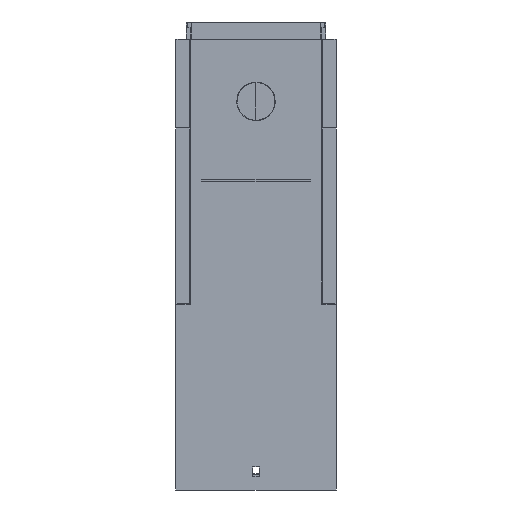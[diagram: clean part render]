
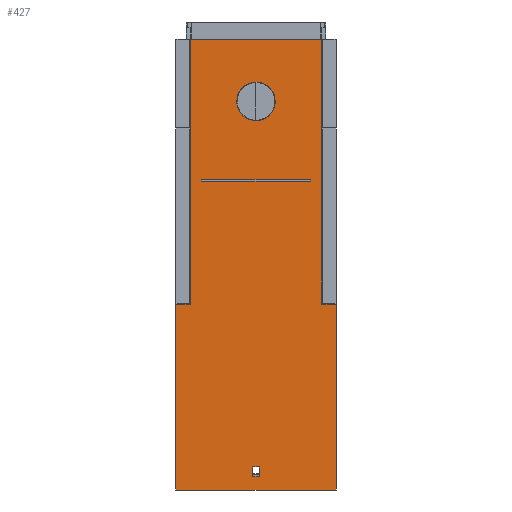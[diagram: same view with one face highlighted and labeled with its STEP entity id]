
A CAD part, front view. The second image highlights one B-rep face of the part: STEP entity #427.
In plain terms, the highlighted face is planar.
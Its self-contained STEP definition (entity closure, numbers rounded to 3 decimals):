
#237=AXIS2_PLACEMENT_3D('Plane Axis2P3D',#234,#235,#236) ;
#322=AXIS2_PLACEMENT_3D('Circle Axis2P3D',#320,#321,$) ;
#336=AXIS2_PLACEMENT_3D('Circle Axis2P3D',#334,#335,$) ;
#343=AXIS2_PLACEMENT_3D('Circle Axis2P3D',#341,#342,$) ;
#357=AXIS2_PLACEMENT_3D('Circle Axis2P3D',#355,#356,$) ;
#371=AXIS2_PLACEMENT_3D('Circle Axis2P3D',#369,#370,$) ;
#378=AXIS2_PLACEMENT_3D('Circle Axis2P3D',#376,#377,$) ;
#71=CARTESIAN_POINT('Vertex',(0.5,105.,600.)) ;
#76=CARTESIAN_POINT('Line Origine',(0.5,105.,598.5)) ;
#80=CARTESIAN_POINT('Vertex',(0.5,105.,597.)) ;
#119=CARTESIAN_POINT('Vertex',(0.5,-105.,600.)) ;
#124=CARTESIAN_POINT('Line Origine',(0.5,0.,600.)) ;
#153=CARTESIAN_POINT('Line Origine',(0.5,0.,597.)) ;
#157=CARTESIAN_POINT('Vertex',(0.5,-105.,597.)) ;
#215=CARTESIAN_POINT('Line Origine',(0.5,-105.,598.5)) ;
#234=CARTESIAN_POINT('Axis2P3D Location',(0.5,155.,359.6)) ;
#239=CARTESIAN_POINT('Line Origine',(0.5,155.,179.8)) ;
#243=CARTESIAN_POINT('Vertex',(0.5,155.,0.)) ;
#245=CARTESIAN_POINT('Vertex',(0.5,155.,359.6)) ;
#248=CARTESIAN_POINT('Line Origine',(0.5,0.,0.)) ;
#252=CARTESIAN_POINT('Vertex',(0.5,-155.,0.)) ;
#255=CARTESIAN_POINT('Line Origine',(0.5,-155.,179.8)) ;
#259=CARTESIAN_POINT('Vertex',(0.5,-155.,359.6)) ;
#262=CARTESIAN_POINT('Line Origine',(0.5,-141.25,359.6)) ;
#266=CARTESIAN_POINT('Vertex',(0.5,-127.5,359.6)) ;
#269=CARTESIAN_POINT('Line Origine',(0.5,-127.5,615.6)) ;
#273=CARTESIAN_POINT('Vertex',(0.5,-127.5,871.6)) ;
#276=CARTESIAN_POINT('Line Origine',(0.5,0.,871.6)) ;
#280=CARTESIAN_POINT('Vertex',(0.5,127.5,871.6)) ;
#283=CARTESIAN_POINT('Line Origine',(0.5,127.5,615.6)) ;
#287=CARTESIAN_POINT('Vertex',(0.5,127.5,359.6)) ;
#290=CARTESIAN_POINT('Line Origine',(0.5,141.25,359.6)) ;
#311=CARTESIAN_POINT('Line Origine',(0.5,29.995,746.1)) ;
#315=CARTESIAN_POINT('Vertex',(0.5,33.045,746.1)) ;
#317=CARTESIAN_POINT('Vertex',(0.5,26.944,746.1)) ;
#320=CARTESIAN_POINT('Axis2P3D Location',(0.5,0.,751.6)) ;
#324=CARTESIAN_POINT('Vertex',(0.5,33.045,757.1)) ;
#327=CARTESIAN_POINT('Line Origine',(0.5,29.995,757.1)) ;
#331=CARTESIAN_POINT('Vertex',(0.5,26.944,757.1)) ;
#334=CARTESIAN_POINT('Axis2P3D Location',(0.5,0.,751.6)) ;
#338=CARTESIAN_POINT('Vertex',(0.5,0.,779.1)) ;
#341=CARTESIAN_POINT('Axis2P3D Location',(0.5,0.,751.6)) ;
#345=CARTESIAN_POINT('Vertex',(0.5,-26.944,757.1)) ;
#348=CARTESIAN_POINT('Line Origine',(0.5,-29.995,757.1)) ;
#352=CARTESIAN_POINT('Vertex',(0.5,-33.045,757.1)) ;
#355=CARTESIAN_POINT('Axis2P3D Location',(0.5,0.,751.6)) ;
#359=CARTESIAN_POINT('Vertex',(0.5,-33.045,746.1)) ;
#362=CARTESIAN_POINT('Line Origine',(0.5,-29.995,746.1)) ;
#366=CARTESIAN_POINT('Vertex',(0.5,-26.944,746.1)) ;
#369=CARTESIAN_POINT('Axis2P3D Location',(0.5,0.,751.6)) ;
#373=CARTESIAN_POINT('Vertex',(0.5,0.,724.1)) ;
#376=CARTESIAN_POINT('Axis2P3D Location',(0.5,0.,751.6)) ;
#393=CARTESIAN_POINT('Line Origine',(0.5,6.,35.5)) ;
#397=CARTESIAN_POINT('Vertex',(0.5,6.,26.5)) ;
#399=CARTESIAN_POINT('Vertex',(0.5,6.,44.5)) ;
#402=CARTESIAN_POINT('Line Origine',(0.5,0.,44.5)) ;
#406=CARTESIAN_POINT('Vertex',(0.5,-6.,44.5)) ;
#409=CARTESIAN_POINT('Line Origine',(0.5,-6.,35.5)) ;
#413=CARTESIAN_POINT('Vertex',(0.5,-6.,26.5)) ;
#416=CARTESIAN_POINT('Line Origine',(0.5,0.,26.5)) ;
#77=DIRECTION('Vector Direction',(0.,0.,-1.)) ;
#125=DIRECTION('Vector Direction',(0.,-1.,0.)) ;
#154=DIRECTION('Vector Direction',(0.,1.,0.)) ;
#216=DIRECTION('Vector Direction',(0.,0.,1.)) ;
#235=DIRECTION('Axis2P3D Direction',(-1.,0.,0.)) ;
#236=DIRECTION('Axis2P3D XDirection',(0.,1.,0.)) ;
#240=DIRECTION('Vector Direction',(0.,0.,1.)) ;
#249=DIRECTION('Vector Direction',(0.,-1.,0.)) ;
#256=DIRECTION('Vector Direction',(0.,0.,1.)) ;
#263=DIRECTION('Vector Direction',(0.,-1.,0.)) ;
#270=DIRECTION('Vector Direction',(0.,0.,1.)) ;
#277=DIRECTION('Vector Direction',(0.,-1.,0.)) ;
#284=DIRECTION('Vector Direction',(0.,0.,1.)) ;
#291=DIRECTION('Vector Direction',(0.,-1.,0.)) ;
#312=DIRECTION('Vector Direction',(0.,-1.,0.)) ;
#321=DIRECTION('Axis2P3D Direction',(-1.,0.,0.)) ;
#328=DIRECTION('Vector Direction',(0.,-1.,0.)) ;
#335=DIRECTION('Axis2P3D Direction',(-1.,0.,0.)) ;
#342=DIRECTION('Axis2P3D Direction',(-1.,0.,0.)) ;
#349=DIRECTION('Vector Direction',(0.,-1.,0.)) ;
#356=DIRECTION('Axis2P3D Direction',(-1.,0.,0.)) ;
#363=DIRECTION('Vector Direction',(0.,-1.,0.)) ;
#370=DIRECTION('Axis2P3D Direction',(-1.,0.,0.)) ;
#377=DIRECTION('Axis2P3D Direction',(-1.,0.,0.)) ;
#394=DIRECTION('Vector Direction',(0.,0.,1.)) ;
#403=DIRECTION('Vector Direction',(0.,1.,0.)) ;
#410=DIRECTION('Vector Direction',(0.,0.,1.)) ;
#417=DIRECTION('Vector Direction',(0.,1.,0.)) ;
#78=VECTOR('Line Direction',#77,1.) ;
#126=VECTOR('Line Direction',#125,1.) ;
#155=VECTOR('Line Direction',#154,1.) ;
#217=VECTOR('Line Direction',#216,1.) ;
#241=VECTOR('Line Direction',#240,1.) ;
#250=VECTOR('Line Direction',#249,1.) ;
#257=VECTOR('Line Direction',#256,1.) ;
#264=VECTOR('Line Direction',#263,1.) ;
#271=VECTOR('Line Direction',#270,1.) ;
#278=VECTOR('Line Direction',#277,1.) ;
#285=VECTOR('Line Direction',#284,1.) ;
#292=VECTOR('Line Direction',#291,1.) ;
#313=VECTOR('Line Direction',#312,1.) ;
#329=VECTOR('Line Direction',#328,1.) ;
#350=VECTOR('Line Direction',#349,1.) ;
#364=VECTOR('Line Direction',#363,1.) ;
#395=VECTOR('Line Direction',#394,1.) ;
#404=VECTOR('Line Direction',#403,1.) ;
#411=VECTOR('Line Direction',#410,1.) ;
#418=VECTOR('Line Direction',#417,1.) ;
#296=ORIENTED_EDGE('',*,*,#247,.F.) ;
#297=ORIENTED_EDGE('',*,*,#254,.T.) ;
#298=ORIENTED_EDGE('',*,*,#261,.T.) ;
#299=ORIENTED_EDGE('',*,*,#268,.F.) ;
#300=ORIENTED_EDGE('',*,*,#275,.T.) ;
#301=ORIENTED_EDGE('',*,*,#282,.F.) ;
#302=ORIENTED_EDGE('',*,*,#289,.F.) ;
#303=ORIENTED_EDGE('',*,*,#294,.F.) ;
#306=ORIENTED_EDGE('',*,*,#219,.F.) ;
#307=ORIENTED_EDGE('',*,*,#159,.F.) ;
#308=ORIENTED_EDGE('',*,*,#82,.F.) ;
#309=ORIENTED_EDGE('',*,*,#128,.F.) ;
#382=ORIENTED_EDGE('',*,*,#319,.F.) ;
#383=ORIENTED_EDGE('',*,*,#326,.F.) ;
#384=ORIENTED_EDGE('',*,*,#333,.T.) ;
#385=ORIENTED_EDGE('',*,*,#340,.F.) ;
#386=ORIENTED_EDGE('',*,*,#347,.F.) ;
#387=ORIENTED_EDGE('',*,*,#354,.T.) ;
#388=ORIENTED_EDGE('',*,*,#361,.F.) ;
#389=ORIENTED_EDGE('',*,*,#368,.F.) ;
#390=ORIENTED_EDGE('',*,*,#375,.F.) ;
#391=ORIENTED_EDGE('',*,*,#380,.F.) ;
#422=ORIENTED_EDGE('',*,*,#401,.T.) ;
#423=ORIENTED_EDGE('',*,*,#408,.F.) ;
#424=ORIENTED_EDGE('',*,*,#415,.F.) ;
#425=ORIENTED_EDGE('',*,*,#420,.T.) ;
#310=FACE_BOUND('',#305,.T.) ;
#392=FACE_BOUND('',#381,.T.) ;
#426=FACE_BOUND('',#421,.T.) ;
#427=ADVANCED_FACE('Hauptkoerper nicht benutzen',(#304,#310,#392,#426),#238,.T.) ;
#323=CIRCLE('generated circle',#322,33.5) ;
#337=CIRCLE('generated circle',#336,27.5) ;
#344=CIRCLE('generated circle',#343,27.5) ;
#358=CIRCLE('generated circle',#357,33.5) ;
#372=CIRCLE('generated circle',#371,27.5) ;
#379=CIRCLE('generated circle',#378,27.5) ;
#82=EDGE_CURVE('',#72,#81,#79,.T.) ;
#128=EDGE_CURVE('',#120,#72,#127,.F.) ;
#159=EDGE_CURVE('',#81,#158,#156,.F.) ;
#219=EDGE_CURVE('',#158,#120,#218,.T.) ;
#247=EDGE_CURVE('',#244,#246,#242,.T.) ;
#254=EDGE_CURVE('',#244,#253,#251,.T.) ;
#261=EDGE_CURVE('',#253,#260,#258,.T.) ;
#268=EDGE_CURVE('',#267,#260,#265,.T.) ;
#275=EDGE_CURVE('',#267,#274,#272,.T.) ;
#282=EDGE_CURVE('',#281,#274,#279,.T.) ;
#289=EDGE_CURVE('',#288,#281,#286,.T.) ;
#294=EDGE_CURVE('',#246,#288,#293,.T.) ;
#319=EDGE_CURVE('',#316,#318,#314,.T.) ;
#326=EDGE_CURVE('',#325,#316,#323,.T.) ;
#333=EDGE_CURVE('',#325,#332,#330,.T.) ;
#340=EDGE_CURVE('',#339,#332,#337,.T.) ;
#347=EDGE_CURVE('',#346,#339,#344,.T.) ;
#354=EDGE_CURVE('',#346,#353,#351,.T.) ;
#361=EDGE_CURVE('',#360,#353,#358,.T.) ;
#368=EDGE_CURVE('',#367,#360,#365,.T.) ;
#375=EDGE_CURVE('',#374,#367,#372,.T.) ;
#380=EDGE_CURVE('',#318,#374,#379,.T.) ;
#401=EDGE_CURVE('',#398,#400,#396,.T.) ;
#408=EDGE_CURVE('',#407,#400,#405,.T.) ;
#415=EDGE_CURVE('',#414,#407,#412,.T.) ;
#420=EDGE_CURVE('',#414,#398,#419,.T.) ;
#295=EDGE_LOOP('',(#296,#297,#298,#299,#300,#301,#302,#303)) ;
#305=EDGE_LOOP('',(#306,#307,#308,#309)) ;
#381=EDGE_LOOP('',(#382,#383,#384,#385,#386,#387,#388,#389,#390,#391)) ;
#421=EDGE_LOOP('',(#422,#423,#424,#425)) ;
#304=FACE_OUTER_BOUND('',#295,.T.) ;
#79=LINE('Line',#76,#78) ;
#127=LINE('Line',#124,#126) ;
#156=LINE('Line',#153,#155) ;
#218=LINE('Line',#215,#217) ;
#242=LINE('Line',#239,#241) ;
#251=LINE('Line',#248,#250) ;
#258=LINE('Line',#255,#257) ;
#265=LINE('Line',#262,#264) ;
#272=LINE('Line',#269,#271) ;
#279=LINE('Line',#276,#278) ;
#286=LINE('Line',#283,#285) ;
#293=LINE('Line',#290,#292) ;
#314=LINE('Line',#311,#313) ;
#330=LINE('Line',#327,#329) ;
#351=LINE('Line',#348,#350) ;
#365=LINE('Line',#362,#364) ;
#396=LINE('Line',#393,#395) ;
#405=LINE('Line',#402,#404) ;
#412=LINE('Line',#409,#411) ;
#419=LINE('Line',#416,#418) ;
#238=PLANE('Plane',#237) ;
#72=VERTEX_POINT('',#71) ;
#81=VERTEX_POINT('',#80) ;
#120=VERTEX_POINT('',#119) ;
#158=VERTEX_POINT('',#157) ;
#244=VERTEX_POINT('',#243) ;
#246=VERTEX_POINT('',#245) ;
#253=VERTEX_POINT('',#252) ;
#260=VERTEX_POINT('',#259) ;
#267=VERTEX_POINT('',#266) ;
#274=VERTEX_POINT('',#273) ;
#281=VERTEX_POINT('',#280) ;
#288=VERTEX_POINT('',#287) ;
#316=VERTEX_POINT('',#315) ;
#318=VERTEX_POINT('',#317) ;
#325=VERTEX_POINT('',#324) ;
#332=VERTEX_POINT('',#331) ;
#339=VERTEX_POINT('',#338) ;
#346=VERTEX_POINT('',#345) ;
#353=VERTEX_POINT('',#352) ;
#360=VERTEX_POINT('',#359) ;
#367=VERTEX_POINT('',#366) ;
#374=VERTEX_POINT('',#373) ;
#398=VERTEX_POINT('',#397) ;
#400=VERTEX_POINT('',#399) ;
#407=VERTEX_POINT('',#406) ;
#414=VERTEX_POINT('',#413) ;
